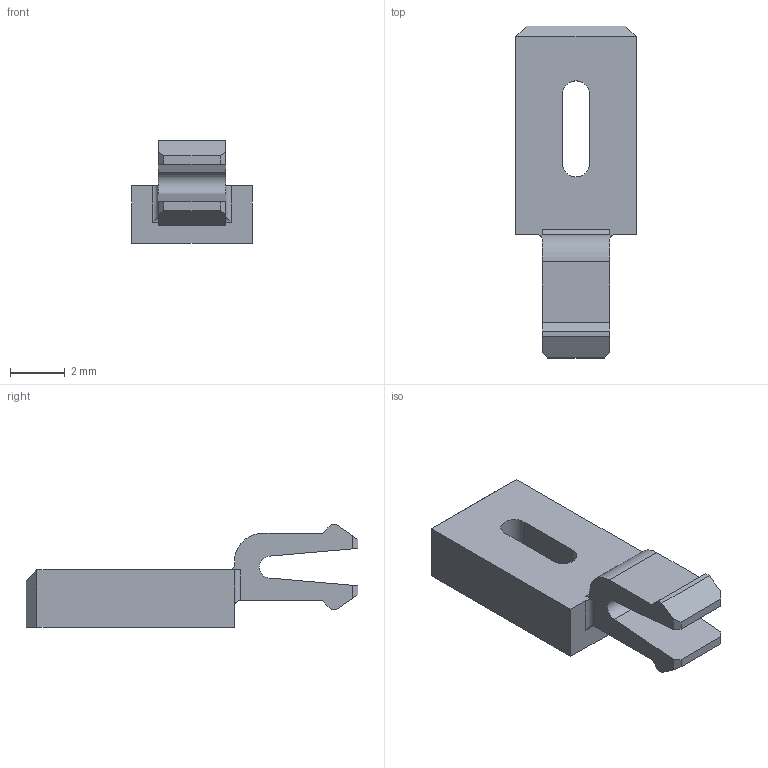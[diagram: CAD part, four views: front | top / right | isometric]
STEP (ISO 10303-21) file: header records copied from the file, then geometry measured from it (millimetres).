
FILE_DESCRIPTION((''),'2;1');
FILE_NAME('226203033999VM-','2014-11-06T',('wkoerber'),(''),'PRO/ENGINEER BY PARAMETRIC TECHNOLOGY CORPORATION, 2010160','PRO/ENGINEER BY PARAMETRIC TECHNOLOGY CORPORATION, 2010160','');
FILE_SCHEMA(('AUTOMOTIVE_DESIGN { 1 0 10303 214 1 1 1 1 }'));
Length unit declared in the file: millimetre
Products named in the file (1): 226203033999VM-
Bounding box: 4.4 x 12.1 x 3.75 mm (x, y, z)
Volume: 80.8 mm3; surface area: 182.8 mm2
Topology: 1 solids, 1 shells, 38 faces, 104 edges, 68 vertices
Faces by surface type: plane 30, cylinder 8
Entity records: 1276 total; most frequent: CARTESIAN_POINT 227, ORIENTED_EDGE 208, DIRECTION 190, EDGE_CURVE 104, VECTOR 90, LINE 90, VERTEX_POINT 68, AXIS2_PLACEMENT_3D 50
